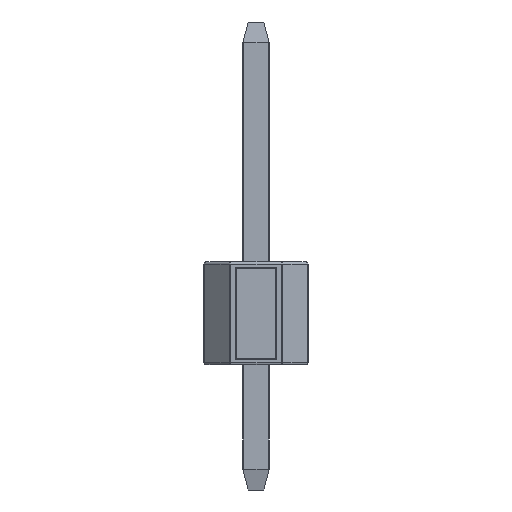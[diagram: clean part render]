
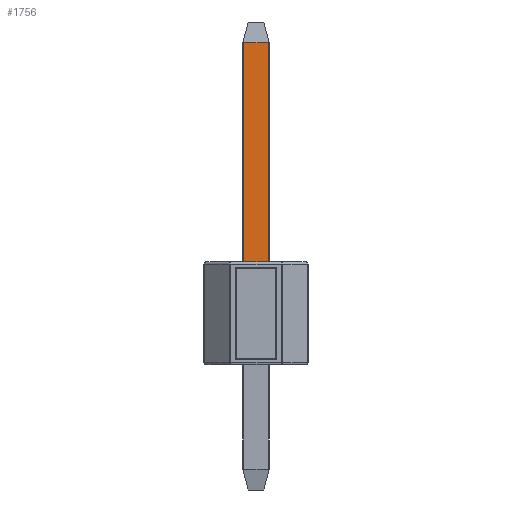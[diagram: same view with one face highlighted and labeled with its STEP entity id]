
A CAD part, left-side view. The second image highlights one B-rep face of the part: STEP entity #1756.
In plain terms, the highlighted planar face has unit normal (-1, 0, 0).
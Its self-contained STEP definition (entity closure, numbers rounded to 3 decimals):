
#407=FACE_OUTER_BOUND('',#501,.T.);
#501=EDGE_LOOP('',(#1446,#1447,#1448,#1449));
#610=LINE('',#2899,#750);
#633=LINE('',#2947,#773);
#634=LINE('',#2949,#774);
#635=LINE('',#2950,#775);
#750=VECTOR('',#2365,10.);
#773=VECTOR('',#2416,10.);
#774=VECTOR('',#2417,10.);
#775=VECTOR('',#2418,10.);
#814=VERTEX_POINT('',#2640);
#817=VERTEX_POINT('',#2647);
#896=VERTEX_POINT('',#2946);
#897=VERTEX_POINT('',#2948);
#1066=EDGE_CURVE('',#817,#814,#610,.T.);
#1089=EDGE_CURVE('',#896,#814,#633,.T.);
#1090=EDGE_CURVE('',#897,#896,#634,.T.);
#1091=EDGE_CURVE('',#817,#897,#635,.T.);
#1446=ORIENTED_EDGE('',*,*,#1066,.T.);
#1447=ORIENTED_EDGE('',*,*,#1089,.F.);
#1448=ORIENTED_EDGE('',*,*,#1090,.F.);
#1449=ORIENTED_EDGE('',*,*,#1091,.F.);
#1579=PLANE('',#1956);
#1756=ADVANCED_FACE('',(#407),#1579,.T.);
#1956=AXIS2_PLACEMENT_3D('',#2945,#2414,#2415);
#2365=DIRECTION('',(0.,-1.,0.));
#2414=DIRECTION('center_axis',(-1.,0.,0.));
#2415=DIRECTION('ref_axis',(0.,0.,1.));
#2416=DIRECTION('',(0.,0.,-1.));
#2417=DIRECTION('',(0.,-1.,0.));
#2418=DIRECTION('',(0.,0.,1.));
#2640=CARTESIAN_POINT('',(-0.32,-0.297,2.5));
#2647=CARTESIAN_POINT('',(-0.32,0.292,2.5));
#2899=CARTESIAN_POINT('',(-0.32,-0.003,2.5));
#2945=CARTESIAN_POINT('Origin',(-0.32,-0.003,2.645));
#2946=CARTESIAN_POINT('',(-0.32,-0.297,7.832));
#2947=CARTESIAN_POINT('',(-0.32,-0.297,5.493));
#2948=CARTESIAN_POINT('',(-0.32,0.292,7.832));
#2949=CARTESIAN_POINT('',(-0.32,0.158,7.832));
#2950=CARTESIAN_POINT('',(-0.32,0.292,-0.202));
